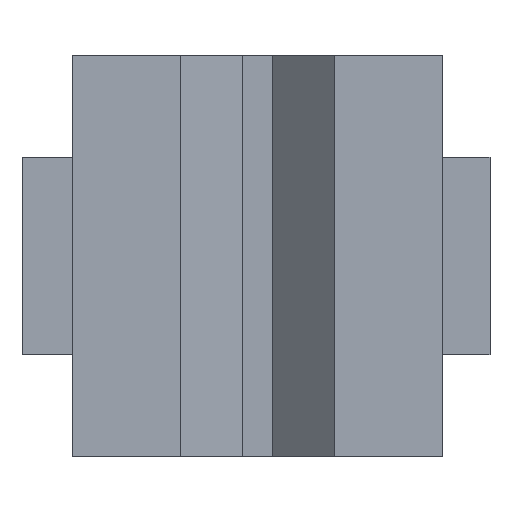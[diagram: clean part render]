
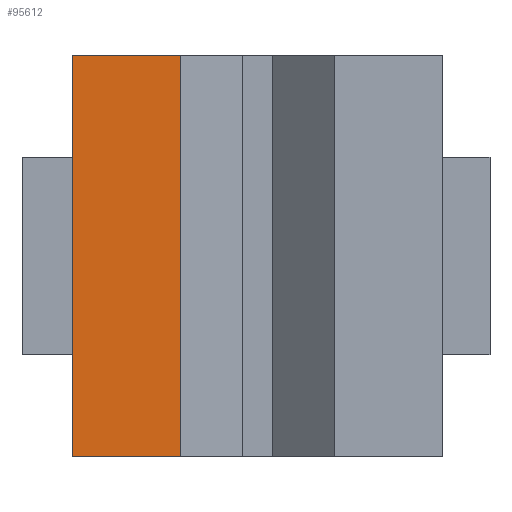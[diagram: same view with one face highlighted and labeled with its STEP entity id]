
A CAD part, front view. The second image highlights one B-rep face of the part: STEP entity #95612.
In plain terms, the highlighted free-form (B-spline) face has degree [1, 1] with [2, 2] control points.
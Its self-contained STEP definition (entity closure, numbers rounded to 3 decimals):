
#95589 = VERTEX_POINT('',#95590);
#95590 = CARTESIAN_POINT('',(-78.212,0.,
    -84.73));
#95595 = EDGE_CURVE('',#95596,#95589,#95598,.T.);
#95596 = VERTEX_POINT('',#95597);
#95597 = CARTESIAN_POINT('',(-78.212,0.,0.));
#95598 = B_SPLINE_CURVE_WITH_KNOTS('',1,(#95599,#95600),.UNSPECIFIED.,
  .F.,.F.,(2,2),(-0.,65.),.PIECEWISE_BEZIER_KNOTS.);
#95599 = CARTESIAN_POINT('',(-78.212,0.,0.));
#95600 = CARTESIAN_POINT('',(-78.212,0.,
    -84.73));
#95612 = ADVANCED_FACE('',(#95613),#95635,.F.);
#95613 = FACE_BOUND('',#95614,.T.);
#95614 = EDGE_LOOP('',(#95615,#95622,#95629,#95634));
#95615 = ORIENTED_EDGE('',*,*,#95616,.T.);
#95616 = EDGE_CURVE('',#95589,#95617,#95619,.T.);
#95617 = VERTEX_POINT('',#95618);
#95618 = CARTESIAN_POINT('',(-55.4,0.,
    -84.73));
#95619 = B_SPLINE_CURVE_WITH_KNOTS('',1,(#95620,#95621),.UNSPECIFIED.,
  .F.,.F.,(2,2),(0.,17.5),.PIECEWISE_BEZIER_KNOTS.);
#95620 = CARTESIAN_POINT('',(-78.212,0.,
    -84.73));
#95621 = CARTESIAN_POINT('',(-55.4,0.,
    -84.73));
#95622 = ORIENTED_EDGE('',*,*,#95623,.F.);
#95623 = EDGE_CURVE('',#95624,#95617,#95626,.T.);
#95624 = VERTEX_POINT('',#95625);
#95625 = CARTESIAN_POINT('',(-55.4,0.,0.));
#95626 = B_SPLINE_CURVE_WITH_KNOTS('',1,(#95627,#95628),.UNSPECIFIED.,
  .F.,.F.,(2,2),(-0.,65.),.PIECEWISE_BEZIER_KNOTS.);
#95627 = CARTESIAN_POINT('',(-55.4,0.,0.));
#95628 = CARTESIAN_POINT('',(-55.4,0.,
    -84.73));
#95629 = ORIENTED_EDGE('',*,*,#95630,.F.);
#95630 = EDGE_CURVE('',#95596,#95624,#95631,.T.);
#95631 = B_SPLINE_CURVE_WITH_KNOTS('',1,(#95632,#95633),.UNSPECIFIED.,
  .F.,.F.,(2,2),(0.,17.5),.PIECEWISE_BEZIER_KNOTS.);
#95632 = CARTESIAN_POINT('',(-78.212,0.,0.));
#95633 = CARTESIAN_POINT('',(-55.4,0.,0.));
#95634 = ORIENTED_EDGE('',*,*,#95595,.T.);
#95635 = B_SPLINE_SURFACE_WITH_KNOTS('',1,1,(
    (#95636,#95637)
    ,(#95638,#95639
    )),.UNSPECIFIED.,.F.,.F.,.F.,(2,2),(2,2),(-17.5,0.),(-65.,0.),
  .PIECEWISE_BEZIER_KNOTS.);
#95636 = CARTESIAN_POINT('',(-55.4,0.,
    -84.73));
#95637 = CARTESIAN_POINT('',(-55.4,0.,0.));
#95638 = CARTESIAN_POINT('',(-78.212,0.,
    -84.73));
#95639 = CARTESIAN_POINT('',(-78.212,0.,0.));
